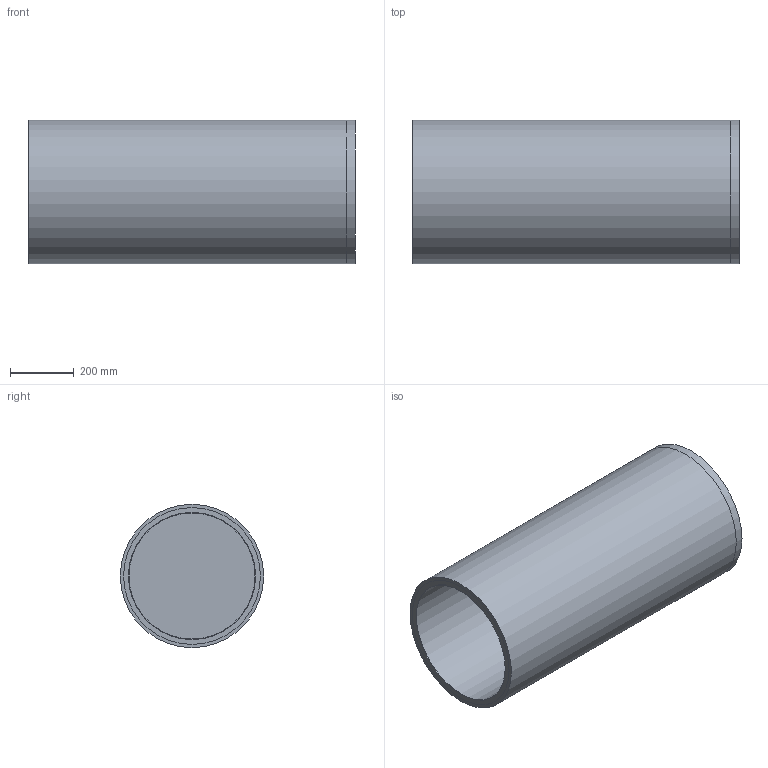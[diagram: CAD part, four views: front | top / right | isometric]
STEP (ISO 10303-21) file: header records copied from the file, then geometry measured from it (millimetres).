
FILE_DESCRIPTION(('FreeCAD Model'),'2;1');
FILE_NAME('Circular_duct_reduction.step', '2016-12-02T17:27:40',('Author'),(''), 'Open CASCADE STEP processor 6.8','FreeCAD','Unknown');
FILE_SCHEMA(('AUTOMOTIVE_DESIGN_CC2 { 1 2 10303 214 -1 1 5 4 }'));
Length unit declared in the file: millimetre
Products named in the file (5): ASSEMBLY; 01-Circular_duct_flanges; 02-Insulation001; Clone_of_03-Circular_cap; Clone_of_04-Cap_insulation
Assembly tree (4 placements, depth 2):
  ASSEMBLY
    01-Circular_duct_flanges
    02-Insulation001
    Clone_of_03-Circular_cap
    Clone_of_04-Cap_insulation
Bounding box: 1025.4 x 450.8 x 450.8 mm (x, y, z)
Volume: 40751518 mm3; surface area: 5934854.8 mm2
Topology: 4 solids, 4 shells, 22 faces, 32 edges, 22 vertices
Faces by surface type: plane 12, cylinder 10
Full cylindrical faces by diameter (mm): 396 x1, 400 x3, 430 x4, 450.8 x2
Entity records: 1094 total; most frequent: CARTESIAN_POINT 267, DIRECTION 150, ORIENTED_EDGE 64, PCURVE 64, DEFINITIONAL_REPRESENTATION 64, LINE 50, VECTOR 50, AXIS2_PLACEMENT_3D 49
